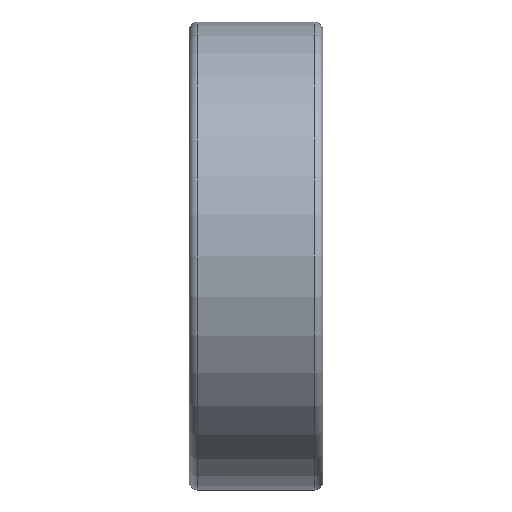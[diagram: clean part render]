
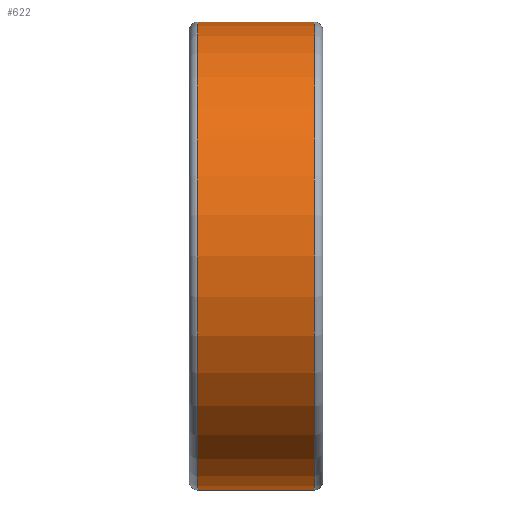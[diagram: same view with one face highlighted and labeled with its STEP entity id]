
A CAD part, left-side view. The second image highlights one B-rep face of the part: STEP entity #622.
In plain terms, the highlighted cylindrical face has radius 14 mm (diameter 28 mm), a partial arc.
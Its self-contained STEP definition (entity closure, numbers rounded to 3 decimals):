
#5 = AXIS2_PLACEMENT_3D ( 'NONE', #397, #195, #1015 ) ;
#8 = DIRECTION ( 'NONE',  ( 0., 0., 1. ) ) ;
#10 = VECTOR ( 'NONE', #224, 1000. ) ;
#24 = CIRCLE ( 'NONE', #1016, 14. ) ;
#26 = AXIS2_PLACEMENT_3D ( 'NONE', #487, #299, #303 ) ;
#44 = LINE ( 'NONE', #781, #10 ) ;
#47 = EDGE_CURVE ( 'NONE', #500, #249, #44, .T. ) ;
#68 = CARTESIAN_POINT ( 'NONE',  ( 0., 3.5, -14. ) ) ;
#97 = ORIENTED_EDGE ( 'NONE', *, *, #608, .T. ) ;
#152 = ORIENTED_EDGE ( 'NONE', *, *, #47, .F. ) ;
#195 = DIRECTION ( 'NONE',  ( 0., -1., 0. ) ) ;
#201 = CARTESIAN_POINT ( 'NONE',  ( 0., -3.5, 0. ) ) ;
#224 = DIRECTION ( 'NONE',  ( 0., 1., 0. ) ) ;
#249 = VERTEX_POINT ( 'NONE', #68 ) ;
#281 = EDGE_CURVE ( 'NONE', #507, #1029, #905, .T. ) ;
#299 = DIRECTION ( 'NONE',  ( 0., 1., 0. ) ) ;
#301 = CARTESIAN_POINT ( 'NONE',  ( 0., -3.5, 14. ) ) ;
#303 = DIRECTION ( 'NONE',  ( 0., 0., 1. ) ) ;
#322 = EDGE_LOOP ( 'NONE', ( #152, #526, #1027, #97 ) ) ;
#370 = DIRECTION ( 'NONE',  ( 0., 1., 0. ) ) ;
#397 = CARTESIAN_POINT ( 'NONE',  ( 0., 3.5, 0. ) ) ;
#399 = CARTESIAN_POINT ( 'NONE',  ( 0., -3.5, -14. ) ) ;
#400 = EDGE_CURVE ( 'NONE', #500, #507, #24, .T. ) ;
#403 = CYLINDRICAL_SURFACE ( 'NONE', #26, 14. ) ;
#487 = CARTESIAN_POINT ( 'NONE',  ( 0., 23.484, 0. ) ) ;
#500 = VERTEX_POINT ( 'NONE', #399 ) ;
#507 = VERTEX_POINT ( 'NONE', #301 ) ;
#526 = ORIENTED_EDGE ( 'NONE', *, *, #400, .T. ) ;
#534 = VECTOR ( 'NONE', #1080, 1000. ) ;
#608 = EDGE_CURVE ( 'NONE', #1029, #249, #769, .T. ) ;
#622 = ADVANCED_FACE ( 'NONE', ( #1091 ), #403, .T. ) ;
#645 = CARTESIAN_POINT ( 'NONE',  ( 0., 3.5, 14. ) ) ;
#720 = CARTESIAN_POINT ( 'NONE',  ( 0., 23.484, 14. ) ) ;
#769 = CIRCLE ( 'NONE', #5, 14. ) ;
#781 = CARTESIAN_POINT ( 'NONE',  ( 0., 23.484, -14. ) ) ;
#905 = LINE ( 'NONE', #720, #534 ) ;
#1015 = DIRECTION ( 'NONE',  ( 0., 0., -1. ) ) ;
#1016 = AXIS2_PLACEMENT_3D ( 'NONE', #201, #370, #8 ) ;
#1027 = ORIENTED_EDGE ( 'NONE', *, *, #281, .T. ) ;
#1029 = VERTEX_POINT ( 'NONE', #645 ) ;
#1080 = DIRECTION ( 'NONE',  ( 0., 1., 0. ) ) ;
#1091 = FACE_OUTER_BOUND ( 'NONE', #322, .T. ) ;
